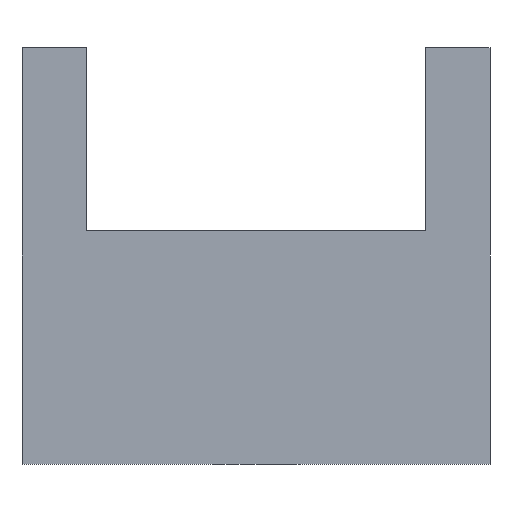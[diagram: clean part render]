
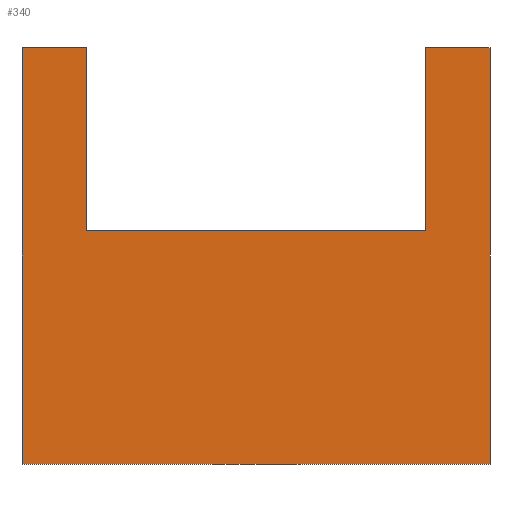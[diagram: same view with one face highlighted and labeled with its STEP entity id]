
A CAD part, front view. The second image highlights one B-rep face of the part: STEP entity #340.
In plain terms, the highlighted planar face has unit normal (0, -1, 0).
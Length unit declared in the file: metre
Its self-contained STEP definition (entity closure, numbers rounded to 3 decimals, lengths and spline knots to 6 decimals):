
#22=LINE('',#508,#46);
#26=LINE('',#521,#50);
#30=LINE('',#534,#54);
#34=LINE('',#547,#58);
#37=LINE('',#558,#61);
#39=LINE('',#561,#63);
#41=LINE('',#568,#65);
#43=LINE('',#571,#67);
#46=VECTOR('',#409,1.);
#50=VECTOR('',#419,1.);
#54=VECTOR('',#429,1.);
#58=VECTOR('',#439,1.);
#61=VECTOR('',#450,1.);
#63=VECTOR('',#454,1.);
#65=VECTOR('',#462,1.);
#67=VECTOR('',#466,1.);
#112=ORIENTED_EDGE('',*,*,#175,.F.);
#113=ORIENTED_EDGE('',*,*,#169,.F.);
#114=ORIENTED_EDGE('',*,*,#183,.F.);
#115=ORIENTED_EDGE('',*,*,#163,.F.);
#116=ORIENTED_EDGE('',*,*,#181,.F.);
#117=ORIENTED_EDGE('',*,*,#157,.F.);
#118=ORIENTED_EDGE('',*,*,#177,.F.);
#119=ORIENTED_EDGE('',*,*,#151,.F.);
#151=EDGE_CURVE('',#191,#192,#22,.T.);
#157=EDGE_CURVE('',#197,#198,#26,.T.);
#163=EDGE_CURVE('',#203,#204,#30,.T.);
#169=EDGE_CURVE('',#209,#210,#34,.T.);
#175=EDGE_CURVE('',#210,#191,#37,.T.);
#177=EDGE_CURVE('',#192,#197,#39,.T.);
#181=EDGE_CURVE('',#198,#203,#41,.T.);
#183=EDGE_CURVE('',#204,#209,#43,.T.);
#191=VERTEX_POINT('',#507);
#192=VERTEX_POINT('',#509);
#197=VERTEX_POINT('',#520);
#198=VERTEX_POINT('',#522);
#203=VERTEX_POINT('',#533);
#204=VERTEX_POINT('',#535);
#209=VERTEX_POINT('',#546);
#210=VERTEX_POINT('',#548);
#256=EDGE_LOOP('',(#112,#113,#114,#115,#116,#117,#118,#119));
#298=FACE_BOUND('',#256,.T.);
#328=PLANE('',#385);
#340=ADVANCED_FACE('',(#298),#328,.F.);
#385=AXIS2_PLACEMENT_3D('',#572,#467,#468);
#409=DIRECTION('',(0.,0.,1.));
#419=DIRECTION('',(0.,0.,-1.));
#429=DIRECTION('',(0.,0.,1.));
#439=DIRECTION('',(0.,0.,-1.));
#450=DIRECTION('',(-1.,0.,0.));
#454=DIRECTION('',(1.,0.,0.));
#462=DIRECTION('',(1.,0.,0.));
#466=DIRECTION('',(1.,0.,0.));
#467=DIRECTION('',(0.,1.,0.));
#468=DIRECTION('',(-1.,0.,0.));
#507=CARTESIAN_POINT('',(-0.075,0.085,0.011));
#508=CARTESIAN_POINT('',(-0.075,0.085,0.0199));
#509=CARTESIAN_POINT('',(-0.075,0.085,0.0288));
#520=CARTESIAN_POINT('',(-0.07225,0.085,0.0288));
#521=CARTESIAN_POINT('',(-0.07225,0.085,0.0249));
#522=CARTESIAN_POINT('',(-0.07225,0.085,0.021));
#533=CARTESIAN_POINT('',(-0.05775,0.085,0.021));
#534=CARTESIAN_POINT('',(-0.05775,0.085,0.0249));
#535=CARTESIAN_POINT('',(-0.05775,0.085,0.0288));
#546=CARTESIAN_POINT('',(-0.055,0.085,0.0288));
#547=CARTESIAN_POINT('',(-0.055,0.085,0.0199));
#548=CARTESIAN_POINT('',(-0.055,0.085,0.011));
#558=CARTESIAN_POINT('',(0.,0.085,0.011));
#561=CARTESIAN_POINT('',(-0.073625,0.085,0.0288));
#568=CARTESIAN_POINT('',(-0.065,0.085,0.021));
#571=CARTESIAN_POINT('',(-0.056375,0.085,0.0288));
#572=CARTESIAN_POINT('',(0.,0.085,0.0144));
